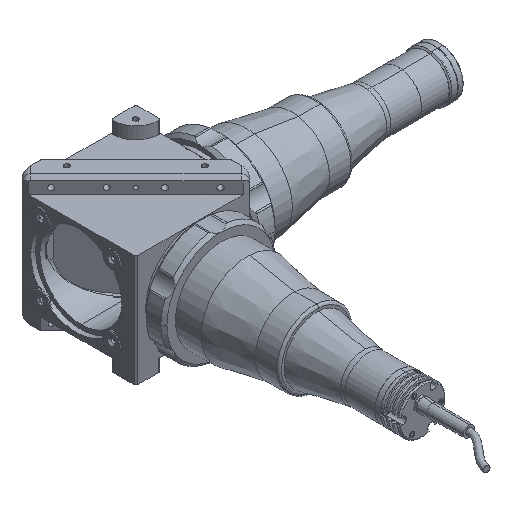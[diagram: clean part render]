
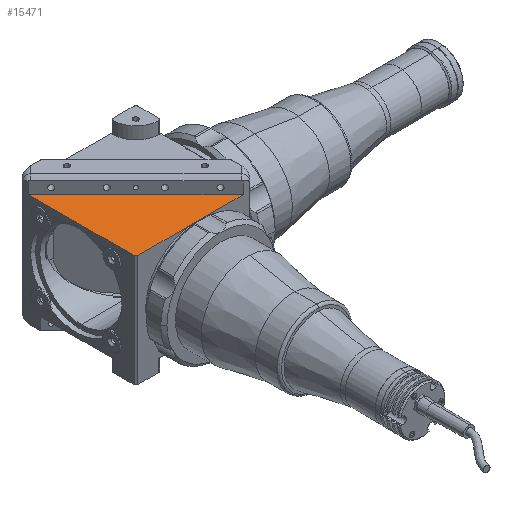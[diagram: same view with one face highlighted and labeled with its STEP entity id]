
A CAD part, isometric view. The second image highlights one B-rep face of the part: STEP entity #15471.
In plain terms, the highlighted planar face has unit normal (0, 0, 1).
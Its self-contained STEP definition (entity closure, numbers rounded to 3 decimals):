
#21 = DIRECTION ( 'NONE',  ( 0., 0., 1. ) ) ;
#1151 = EDGE_CURVE ( 'NONE', #9344, #12207, #27377, .T. ) ;
#1167 = CARTESIAN_POINT ( 'NONE',  ( 0., -49.032, 41. ) ) ;
#3924 = EDGE_CURVE ( 'NONE', #12207, #19116, #17279, .T. ) ;
#4231 = PLANE ( 'NONE',  #8423 ) ;
#4248 = CARTESIAN_POINT ( 'NONE',  ( 49.032, -49.032, 41. ) ) ;
#4739 = ORIENTED_EDGE ( 'NONE', *, *, #20682, .F. ) ;
#5795 = CARTESIAN_POINT ( 'NONE',  ( -49.032, -47.617, 41. ) ) ;
#5988 = EDGE_CURVE ( 'NONE', #20535, #15287, #23727, .T. ) ;
#5997 = LINE ( 'NONE', #4248, #27061 ) ;
#6160 = CARTESIAN_POINT ( 'NONE',  ( -49.032, -49.032, 41. ) ) ;
#6916 = CARTESIAN_POINT ( 'NONE',  ( 49.032, -49.032, 41. ) ) ;
#8423 = AXIS2_PLACEMENT_3D ( 'NONE', #12750, #21, #14883 ) ;
#9074 = DIRECTION ( 'NONE',  ( -1., 0., 0. ) ) ;
#9344 = VERTEX_POINT ( 'NONE', #24632 ) ;
#10644 = VECTOR ( 'NONE', #24419, 1000. ) ;
#10648 = VECTOR ( 'NONE', #23020, 1000. ) ;
#10871 = ORIENTED_EDGE ( 'NONE', *, *, #1151, .F. ) ;
#11493 = ORIENTED_EDGE ( 'NONE', *, *, #18738, .F. ) ;
#11519 = ORIENTED_EDGE ( 'NONE', *, *, #3924, .F. ) ;
#12179 = DIRECTION ( 'NONE',  ( 0.707, -0.707, 0. ) ) ;
#12207 = VERTEX_POINT ( 'NONE', #26646 ) ;
#12750 = CARTESIAN_POINT ( 'NONE',  ( 0., 0., 41. ) ) ;
#12766 = DIRECTION ( 'NONE',  ( -1., 0., 0. ) ) ;
#13932 = EDGE_LOOP ( 'NONE', ( #11519, #10871, #11493, #19148, #4739 ) ) ;
#14883 = DIRECTION ( 'NONE',  ( 1., 0., 0. ) ) ;
#15287 = VERTEX_POINT ( 'NONE', #16014 ) ;
#15471 = ADVANCED_FACE ( 'NONE', ( #21799 ), #4231, .T. ) ;
#16014 = CARTESIAN_POINT ( 'NONE',  ( -47.617, -49.032, 41. ) ) ;
#17279 = LINE ( 'NONE', #6916, #17953 ) ;
#17953 = VECTOR ( 'NONE', #9074, 1000. ) ;
#18207 = VECTOR ( 'NONE', #12179, 1000. ) ;
#18738 = EDGE_CURVE ( 'NONE', #20535, #9344, #22500, .T. ) ;
#19116 = VERTEX_POINT ( 'NONE', #1167 ) ;
#19148 = ORIENTED_EDGE ( 'NONE', *, *, #5988, .T. ) ;
#20331 = CARTESIAN_POINT ( 'NONE',  ( 39.132, -49.032, 41. ) ) ;
#20535 = VERTEX_POINT ( 'NONE', #26906 ) ;
#20682 = EDGE_CURVE ( 'NONE', #19116, #15287, #5997, .T. ) ;
#21799 = FACE_OUTER_BOUND ( 'NONE', #13932, .T. ) ;
#22500 = LINE ( 'NONE', #6160, #10648 ) ;
#23020 = DIRECTION ( 'NONE',  ( 0., 1., 0. ) ) ;
#23727 = LINE ( 'NONE', #5795, #18207 ) ;
#24419 = DIRECTION ( 'NONE',  ( 0.707, -0.707, 0. ) ) ;
#24632 = CARTESIAN_POINT ( 'NONE',  ( -49.032, 39.132, 41. ) ) ;
#26646 = CARTESIAN_POINT ( 'NONE',  ( 39.132, -49.032, 41. ) ) ;
#26906 = CARTESIAN_POINT ( 'NONE',  ( -49.032, -47.617, 41. ) ) ;
#27061 = VECTOR ( 'NONE', #12766, 1000. ) ;
#27377 = LINE ( 'NONE', #20331, #10644 ) ;
